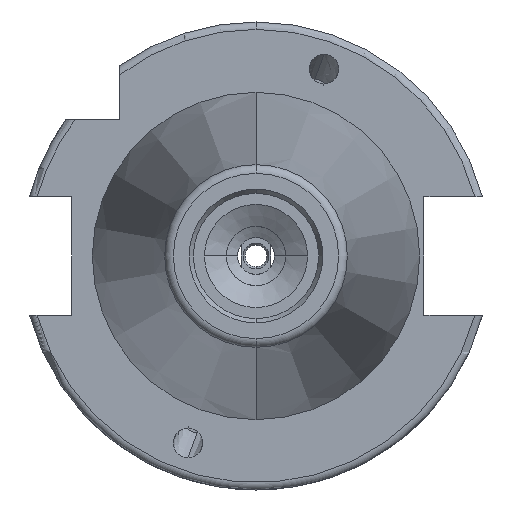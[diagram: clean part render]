
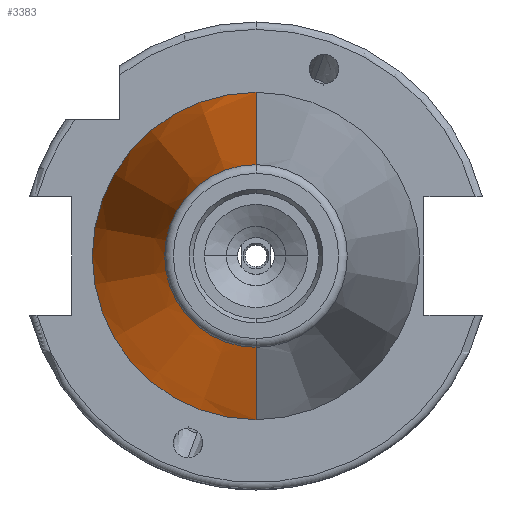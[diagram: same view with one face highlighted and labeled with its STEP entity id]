
A CAD part, left-side view. The second image highlights one B-rep face of the part: STEP entity #3383.
In plain terms, the highlighted conical face has half-angle 8.297 degrees and reference radius 22.225 mm.
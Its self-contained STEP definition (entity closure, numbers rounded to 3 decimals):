
#62 = EDGE_CURVE ( 'NONE', #1379, #2269, #2572, .T. ) ;
#90 = CARTESIAN_POINT ( 'NONE',  ( 0., -22.225, 0. ) ) ;
#96 = DIRECTION ( 'NONE',  ( 0., -1., 0. ) ) ;
#267 = VECTOR ( 'NONE', #813, 1000. ) ;
#337 = DIRECTION ( 'NONE',  ( 0., 1., 0. ) ) ;
#813 = DIRECTION ( 'NONE',  ( 0.99, 0.144, 0. ) ) ;
#1358 = CARTESIAN_POINT ( 'NONE',  ( 0., 0., 0. ) ) ;
#1363 = ORIENTED_EDGE ( 'NONE', *, *, #62, .T. ) ;
#1379 = VERTEX_POINT ( 'NONE', #2685 ) ;
#1466 = CARTESIAN_POINT ( 'NONE',  ( -67.373, 12.4, 0. ) ) ;
#1802 = FACE_OUTER_BOUND ( 'NONE', #6202, .T. ) ;
#1905 = AXIS2_PLACEMENT_3D ( 'NONE', #6362, #3213, #96 ) ;
#1918 = EDGE_CURVE ( 'NONE', #2269, #2434, #2815, .T. ) ;
#1959 = CARTESIAN_POINT ( 'NONE',  ( 0., -22.225, 0. ) ) ;
#2101 = CARTESIAN_POINT ( 'NONE',  ( 0., 22.225, 0. ) ) ;
#2113 = CONICAL_SURFACE ( 'NONE', #4276, 22.225, 0.145 ) ;
#2188 = ORIENTED_EDGE ( 'NONE', *, *, #4857, .F. ) ;
#2269 = VERTEX_POINT ( 'NONE', #1959 ) ;
#2402 = DIRECTION ( 'NONE',  ( 1., 0., 0. ) ) ;
#2434 = VERTEX_POINT ( 'NONE', #2101 ) ;
#2460 = DIRECTION ( 'NONE',  ( -1., 0., 0. ) ) ;
#2542 = DIRECTION ( 'NONE',  ( 0.99, -0.144, 0. ) ) ;
#2572 = LINE ( 'NONE', #90, #2744 ) ;
#2685 = CARTESIAN_POINT ( 'NONE',  ( -67.373, -12.4, 0. ) ) ;
#2744 = VECTOR ( 'NONE', #2542, 1000. ) ;
#2815 = CIRCLE ( 'NONE', #1905, 22.225 ) ;
#2918 = EDGE_CURVE ( 'NONE', #6568, #2434, #5352, .T. ) ;
#3213 = DIRECTION ( 'NONE',  ( -1., 0., 0. ) ) ;
#3383 = ADVANCED_FACE ( 'NONE', ( #1802 ), #2113, .T. ) ;
#4276 = AXIS2_PLACEMENT_3D ( 'NONE', #1358, #2402, #337 ) ;
#4473 = CARTESIAN_POINT ( 'NONE',  ( 0., 22.225, 0. ) ) ;
#4559 = AXIS2_PLACEMENT_3D ( 'NONE', #5608, #2460, #6135 ) ;
#4857 = EDGE_CURVE ( 'NONE', #1379, #6568, #6525, .T. ) ;
#4960 = ORIENTED_EDGE ( 'NONE', *, *, #2918, .F. ) ;
#5352 = LINE ( 'NONE', #4473, #267 ) ;
#5427 = ORIENTED_EDGE ( 'NONE', *, *, #1918, .T. ) ;
#5608 = CARTESIAN_POINT ( 'NONE',  ( -67.373, 0., 0. ) ) ;
#6135 = DIRECTION ( 'NONE',  ( 0., -1., 0. ) ) ;
#6202 = EDGE_LOOP ( 'NONE', ( #2188, #1363, #5427, #4960 ) ) ;
#6362 = CARTESIAN_POINT ( 'NONE',  ( 0., 0., 0. ) ) ;
#6525 = CIRCLE ( 'NONE', #4559, 12.4 ) ;
#6568 = VERTEX_POINT ( 'NONE', #1466 ) ;
